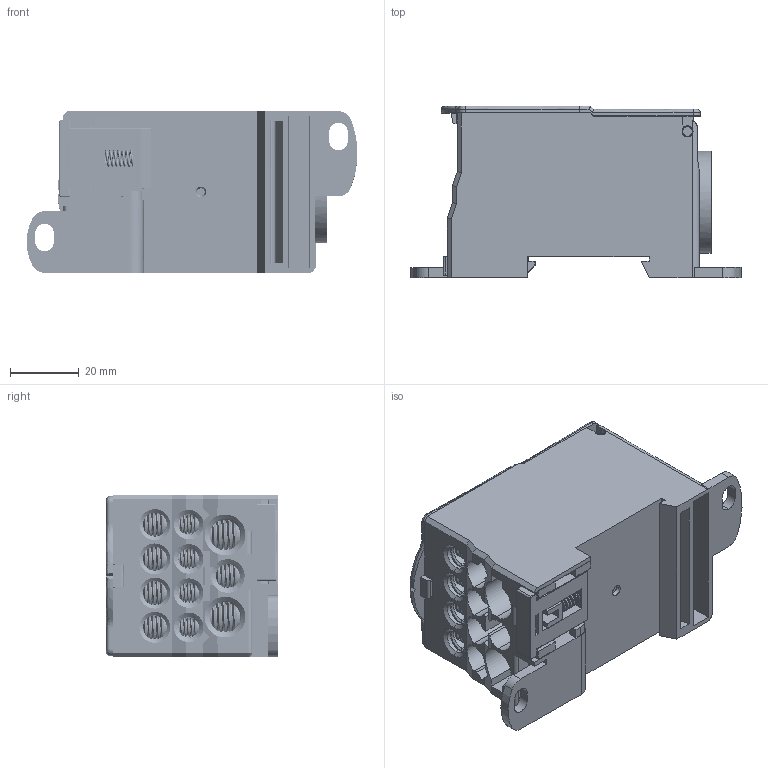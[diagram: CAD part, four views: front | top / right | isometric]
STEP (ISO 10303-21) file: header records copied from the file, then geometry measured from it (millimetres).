
FILE_DESCRIPTION (( 'STEP AP203' ), '1' );
FILE_NAME ('QM125012C.STEP', '2024-03-18T09:30:11', ( '' ), ( '' ), 'SwSTEP 2.0', 'SolidWorks 2022', '' );
FILE_SCHEMA (( 'CONFIG_CONTROL_DESIGN' ));
Products named in the file (1): QM125012C
Bounding box: 96.58 x 50.1 x 47.3 mm (x, y, z)
Volume: 94332.5 mm3; surface area: 69544.2 mm2
Topology: 17 solids, 17 shells, 2190 faces, 6264 edges, 4162 vertices
Faces by surface type: cylinder 1212, plane 457, bspline 370, cone 151
Entity records: 191666 total; most frequent: CARTESIAN_POINT 148033, ORIENTED_EDGE 12486, EDGE_CURVE 6243, B_SPLINE_CURVE_WITH_KNOTS 6195, VERTEX_POINT 4162, DIRECTION 3642, EDGE_LOOP 2321, ADVANCED_FACE 2190
